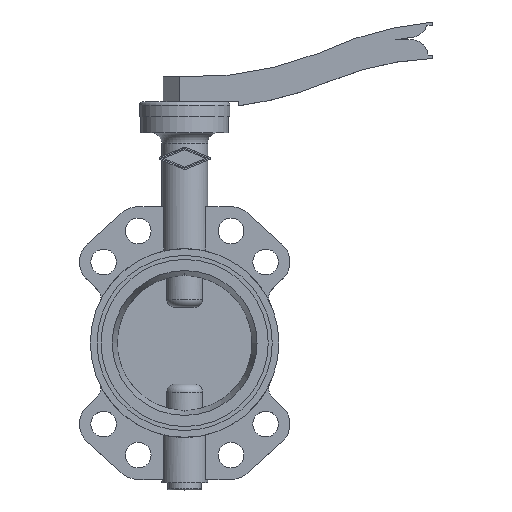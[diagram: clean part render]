
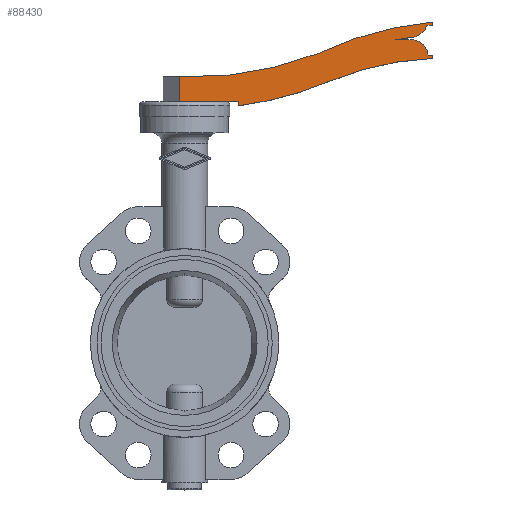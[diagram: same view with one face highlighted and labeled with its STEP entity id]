
A CAD part, top view. The second image highlights one B-rep face of the part: STEP entity #88430.
In plain terms, the highlighted planar face has unit normal (0, 0, 1).
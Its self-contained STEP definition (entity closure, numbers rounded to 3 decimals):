
#81480=CARTESIAN_POINT('',(-4.,197.6,-16.));
#81490=VERTEX_POINT('',#81480);
#81520=CARTESIAN_POINT('',(-4.,176.,-16.));
#81530=DIRECTION('',(0.,-1.,0.));
#81540=VECTOR('',#81530,1.);
#81550=LINE('',#81520,#81540);
#81560=CARTESIAN_POINT('',(-4.,179.,-16.));
#81570=VERTEX_POINT('',#81560);
#81580=EDGE_CURVE('',#81490,#81570,#81550,.T.);
#82190=CARTESIAN_POINT('',(-16.,179.,-16.));
#82200=DIRECTION('',(1.,0.,0.));
#82210=VECTOR('',#82200,1.);
#82220=LINE('',#82190,#82210);
#82230=CARTESIAN_POINT('',(39.8,179.,-16.));
#82240=VERTEX_POINT('',#82230);
#82250=EDGE_CURVE('',#81570,#82240,#82220,.T.);
#83920=CARTESIAN_POINT('',(39.8,179.,-16.));
#83930=DIRECTION('',(0.,-1.,0.));
#83940=VECTOR('',#83930,1.);
#83950=LINE('',#83920,#83940);
#83960=CARTESIAN_POINT('',(39.8,176.,-16.));
#83970=VERTEX_POINT('',#83960);
#83980=EDGE_CURVE('',#82240,#83970,#83950,.T.);
#84230=CARTESIAN_POINT('',(8.039,429.014,-16.));
#84240=DIRECTION('',(0.,0.,1.));
#84250=DIRECTION('',(0.125,-0.992,0.));
#84260=AXIS2_PLACEMENT_3D('',#84230,#84240,#84250);
#84270=CIRCLE('',#84260,255.);
#84280=CARTESIAN_POINT('',(107.,194.,-16.));
#84290=VERTEX_POINT('',#84280);
#84300=EDGE_CURVE('',#83970,#84290,#84270,.T.);
#84550=CARTESIAN_POINT('',(193.348,-11.604,-16.));
#84560=DIRECTION('',(0.,0.,-1.));
#84570=DIRECTION('',(-0.387,0.922,0.));
#84580=AXIS2_PLACEMENT_3D('',#84550,#84560,#84570);
#84590=CIRCLE('',#84580,223.);
#84600=CARTESIAN_POINT('',(184.,211.2,-16.));
#84610=VERTEX_POINT('',#84600);
#84620=EDGE_CURVE('',#84290,#84610,#84590,.T.);
#84870=CARTESIAN_POINT('',(184.,211.2,-16.));
#84880=DIRECTION('',(0.,1.,0.));
#84890=VECTOR('',#84880,1.);
#84900=LINE('',#84870,#84890);
#84910=CARTESIAN_POINT('',(184.,213.7,-16.));
#84920=VERTEX_POINT('',#84910);
#84930=EDGE_CURVE('',#84610,#84920,#84900,.T.);
#85180=CARTESIAN_POINT('',(184.,213.7,-16.));
#85190=DIRECTION('',(-1.,0.,0.));
#85200=VECTOR('',#85190,1.);
#85210=LINE('',#85180,#85200);
#85220=CARTESIAN_POINT('',(180.6,213.7,-16.));
#85230=VERTEX_POINT('',#85220);
#85240=EDGE_CURVE('',#84920,#85230,#85210,.T.);
#85490=CARTESIAN_POINT('',(168.147,212.623,-16.));
#85500=DIRECTION('',(0.,0.,1.));
#85510=DIRECTION('',(0.996,0.086,0.));
#85520=AXIS2_PLACEMENT_3D('',#85490,#85500,#85510);
#85530=CIRCLE('',#85520,12.5);
#85540=CARTESIAN_POINT('',(168.015,225.122,-16.));
#85550=VERTEX_POINT('',#85540);
#85560=EDGE_CURVE('',#85230,#85550,#85530,.T.);
#85810=CARTESIAN_POINT('',(168.015,225.122,-16.));
#85820=DIRECTION('',(-1.,-0.01,0.));
#85830=VECTOR('',#85820,1.);
#85840=LINE('',#85810,#85830);
#85850=CARTESIAN_POINT('',(156.4,225.,-16.));
#85860=VERTEX_POINT('',#85850);
#85870=EDGE_CURVE('',#85550,#85860,#85840,.T.);
#86120=CARTESIAN_POINT('',(156.4,225.,-16.));
#86130=DIRECTION('',(0.989,0.147,0.));
#86140=VECTOR('',#86130,1.);
#86150=LINE('',#86120,#86140);
#86160=CARTESIAN_POINT('',(169.9,227.,-16.));
#86170=VERTEX_POINT('',#86160);
#86180=EDGE_CURVE('',#85860,#86170,#86150,.T.);
#86430=CARTESIAN_POINT('',(167.733,239.311,-16.));
#86440=DIRECTION('',(0.,0.,1.));
#86450=DIRECTION('',(0.173,-0.985,0.));
#86460=AXIS2_PLACEMENT_3D('',#86430,#86440,#86450);
#86470=CIRCLE('',#86460,12.5);
#86480=CARTESIAN_POINT('',(179.7,235.7,-16.));
#86490=VERTEX_POINT('',#86480);
#86500=EDGE_CURVE('',#86170,#86490,#86470,.T.);
#86750=CARTESIAN_POINT('',(179.7,235.7,-16.));
#86760=DIRECTION('',(1.,0.,0.));
#86770=VECTOR('',#86760,1.);
#86780=LINE('',#86750,#86770);
#86790=CARTESIAN_POINT('',(184.,235.7,-16.));
#86800=VERTEX_POINT('',#86790);
#86810=EDGE_CURVE('',#86490,#86800,#86780,.T.);
#87060=CARTESIAN_POINT('',(184.,235.7,-16.));
#87070=DIRECTION('',(0.,1.,0.));
#87080=VECTOR('',#87070,1.);
#87090=LINE('',#87060,#87080);
#87100=CARTESIAN_POINT('',(184.,238.2,-16.));
#87110=VERTEX_POINT('',#87100);
#87120=EDGE_CURVE('',#86800,#87110,#87090,.T.);
#87370=CARTESIAN_POINT('',(207.925,-15.675,-16.));
#87380=DIRECTION('',(0.,0.,1.));
#87390=DIRECTION('',(-0.094,0.996,0.));
#87400=AXIS2_PLACEMENT_3D('',#87370,#87380,#87390);
#87410=CIRCLE('',#87400,255.);
#87420=CARTESIAN_POINT('',(99.,214.89,-16.));
#87430=VERTEX_POINT('',#87420);
#87440=EDGE_CURVE('',#87110,#87430,#87410,.T.);
#87690=CARTESIAN_POINT('',(7.367,447.491,-16.));
#87700=DIRECTION('',(0.,0.,-1.));
#87710=DIRECTION('',(0.367,-0.93,0.));
#87720=AXIS2_PLACEMENT_3D('',#87690,#87700,#87710);
#87730=CIRCLE('',#87720,250.);
#87740=CARTESIAN_POINT('',(0.,197.6,-16.));
#87750=VERTEX_POINT('',#87740);
#87760=EDGE_CURVE('',#87430,#87750,#87730,.T.);
#88030=CARTESIAN_POINT('',(0.,197.6,-16.));
#88040=DIRECTION('',(-1.,0.,0.));
#88050=VECTOR('',#88040,1.);
#88060=LINE('',#88030,#88050);
#88070=EDGE_CURVE('',#87750,#81490,#88060,.T.);
#88200=CARTESIAN_POINT('',(0.,176.,-16.));
#88210=DIRECTION('',(0.,0.,1.));
#88220=DIRECTION('',(1.,0.,0.));
#88230=AXIS2_PLACEMENT_3D('',#88200,#88210,#88220);
#88240=PLANE('',#88230);
#88250=ORIENTED_EDGE('',*,*,#88070,.T.);
#88260=ORIENTED_EDGE('',*,*,#87760,.T.);
#88270=ORIENTED_EDGE('',*,*,#87440,.T.);
#88280=ORIENTED_EDGE('',*,*,#87120,.T.);
#88290=ORIENTED_EDGE('',*,*,#86810,.T.);
#88300=ORIENTED_EDGE('',*,*,#86500,.T.);
#88310=ORIENTED_EDGE('',*,*,#86180,.T.);
#88320=ORIENTED_EDGE('',*,*,#85870,.T.);
#88330=ORIENTED_EDGE('',*,*,#85560,.T.);
#88340=ORIENTED_EDGE('',*,*,#85240,.T.);
#88350=ORIENTED_EDGE('',*,*,#84930,.T.);
#88360=ORIENTED_EDGE('',*,*,#84620,.T.);
#88370=ORIENTED_EDGE('',*,*,#84300,.T.);
#88380=ORIENTED_EDGE('',*,*,#83980,.T.);
#88390=ORIENTED_EDGE('',*,*,#82250,.T.);
#88400=ORIENTED_EDGE('',*,*,#81580,.T.);
#88410=EDGE_LOOP('',(#88400,#88390,#88380,#88370,#88360,#88350,#88340,
#88330,#88320,#88310,#88300,#88290,#88280,#88270,#88260,#88250));
#88420=FACE_OUTER_BOUND('',#88410,.T.);
#88430=ADVANCED_FACE('',(#88420),#88240,.T.);
